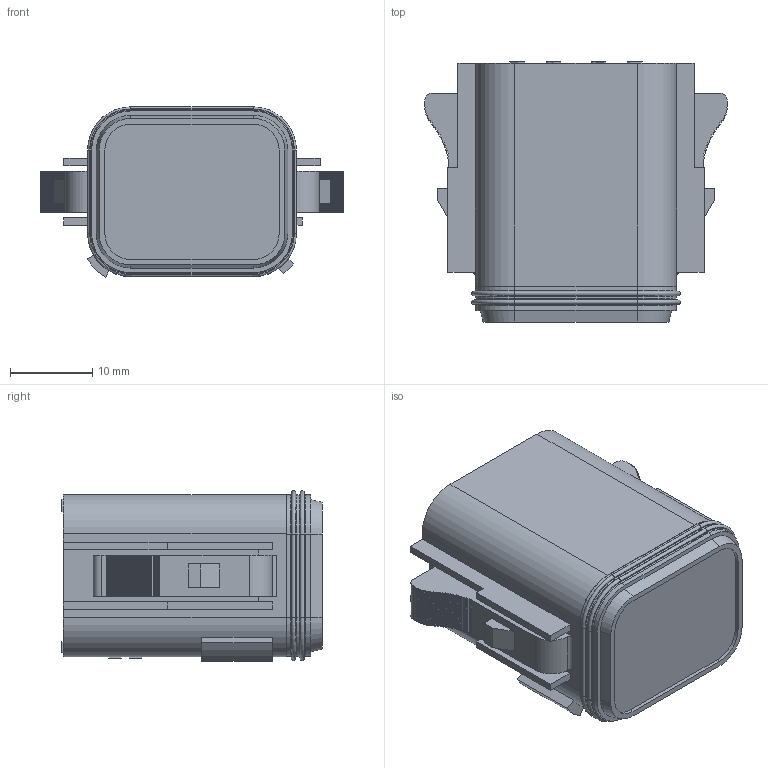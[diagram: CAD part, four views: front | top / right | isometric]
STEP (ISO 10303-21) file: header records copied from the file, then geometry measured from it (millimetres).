
FILE_DESCRIPTION((''),'2;1');
FILE_NAME('26-54224-08S-A','2016-04-19T',('Jony.xie'),(''),'PRO/ENGINEER BY PARAMETRIC TECHNOLOGY CORPORATION, 2013230','PRO/ENGINEER BY PARAMETRIC TECHNOLOGY CORPORATION, 2013230','');
FILE_SCHEMA(('CONFIG_CONTROL_DESIGN'));
Length unit declared in the file: millimetre
Products named in the file (1): 26-54224-08S-A
Bounding box: 36.82 x 31.65 x 20.71 mm (x, y, z)
Volume: 15162.2 mm3; surface area: 4945.7 mm2
Topology: 1 solids, 1 shells, 1391 faces, 3886 edges, 2580 vertices
Faces by surface type: plane 1229, cylinder 118, torus 40, cone 4
Entity records: 44030 total; most frequent: CARTESIAN_POINT 7857, ORIENTED_EDGE 7772, DIRECTION 6996, EDGE_CURVE 3886, VECTOR 3558, LINE 3558, VERTEX_POINT 2580, AXIS2_PLACEMENT_3D 1719
